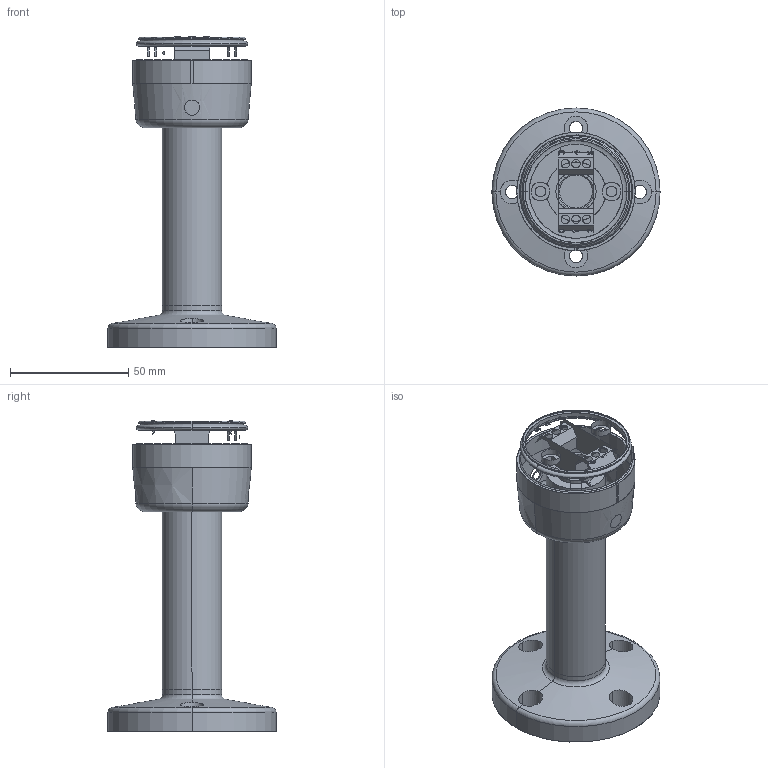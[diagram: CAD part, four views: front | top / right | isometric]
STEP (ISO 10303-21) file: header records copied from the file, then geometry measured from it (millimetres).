
FILE_DESCRIPTION((''),'2;1');
FILE_NAME('VMR-50mm-tube10cm SS.stp','2012-12-11T09:08:32',(''),(''),'Mechanical Desktop 2011','Mechanical Desktop 2011',', , ');
FILE_SCHEMA(('CONFIG_CONTROL_DESIGN'));
Length unit declared in the file: millimetre
Products named in the file (1): Product
Bounding box: 71 x 71 x 131.1 mm (x, y, z)
Volume: 11246.7 mm3; surface area: 42633.7 mm2
Topology: 1 solids, 99 shells, 197 faces, 1207 edges, 1214 vertices
Faces by surface type: bspline 98, cylinder 48, torus 35, cone 14, plane 2
Entity records: 16133 total; most frequent: CARTESIAN_POINT 9184, QUASI_UNIFORM_CURVE 932, DIRECTION 778, PCURVE 720, COMPOSITE_CURVE_SEGMENT 720, ORIENTED_EDGE 491, B_SPLINE_CURVE_WITH_KNOTS 491, EDGE_CURVE 479
